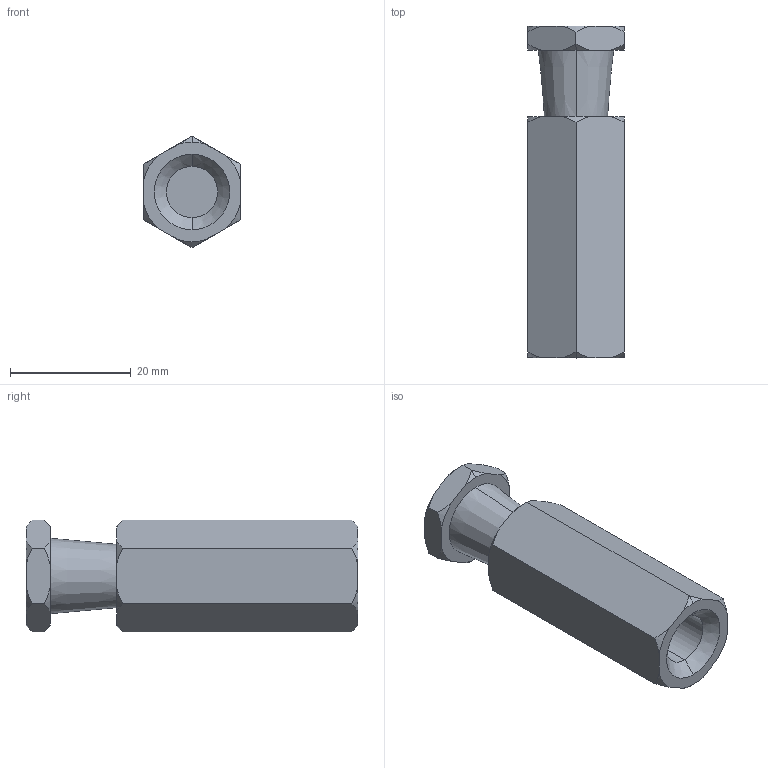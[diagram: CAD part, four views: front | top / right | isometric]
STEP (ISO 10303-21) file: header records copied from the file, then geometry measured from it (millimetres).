
FILE_DESCRIPTION (( 'STEP AP203' ), '1' );
FILE_NAME ('G1172.STEP', '2018-09-26T09:08:53', ( '' ), ( '' ), 'SwSTEP 2.0', 'SolidWorks 2016', '' );
FILE_SCHEMA (( 'CONFIG_CONTROL_DESIGN' ));
Length unit declared in the file: millimetre
Products named in the file (1): G1172
Bounding box: 16 x 55 x 18.48 mm (x, y, z)
Volume: 9120.8 mm3; surface area: 4254.5 mm2
Topology: 1 solids, 1 shells, 51 faces, 132 edges, 86 vertices
Faces by surface type: cone 32, plane 17, cylinder 2
Entity records: 1793 total; most frequent: CARTESIAN_POINT 526, ORIENTED_EDGE 264, DIRECTION 226, EDGE_CURVE 132, AXIS2_PLACEMENT_3D 90, VERTEX_POINT 86, EDGE_LOOP 54, FACE_OUTER_BOUND 51
